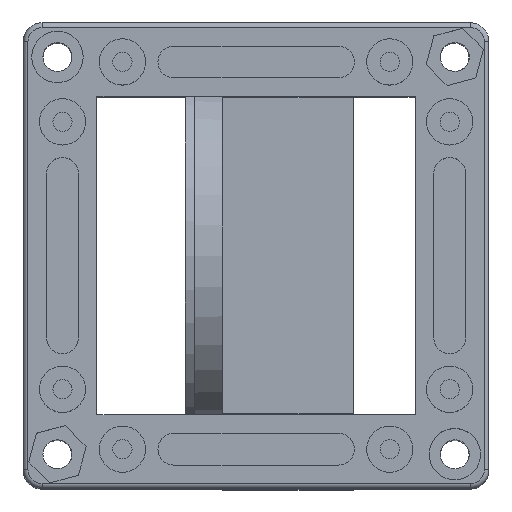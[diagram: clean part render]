
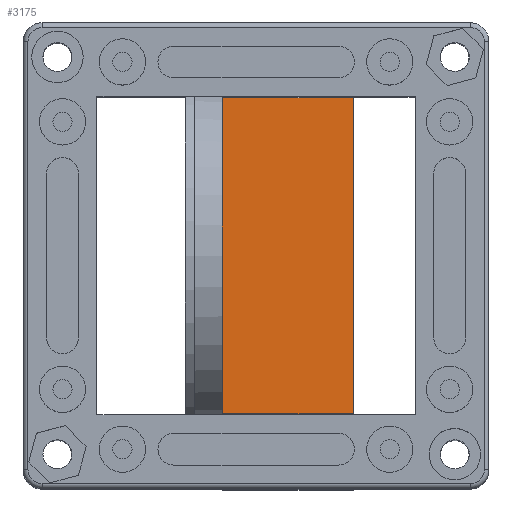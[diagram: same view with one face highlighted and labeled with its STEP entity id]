
A CAD part, top view. The second image highlights one B-rep face of the part: STEP entity #3175.
In plain terms, the highlighted face is planar.
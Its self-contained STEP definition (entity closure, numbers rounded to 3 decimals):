
#447=FACE_OUTER_BOUND('',#666,.T.);
#666=EDGE_LOOP('',(#2795,#2796,#2797,#2798));
#965=LINE('',#5378,#1269);
#967=LINE('',#5382,#1271);
#968=LINE('',#5384,#1272);
#969=LINE('',#5385,#1273);
#1269=VECTOR('',#4451,10.);
#1271=VECTOR('',#4455,10.);
#1272=VECTOR('',#4456,10.);
#1273=VECTOR('',#4457,10.);
#1561=VERTEX_POINT('',#5375);
#1562=VERTEX_POINT('',#5377);
#1563=VERTEX_POINT('',#5381);
#1564=VERTEX_POINT('',#5383);
#1981=EDGE_CURVE('',#1562,#1561,#965,.T.);
#1983=EDGE_CURVE('',#1561,#1563,#967,.T.);
#1984=EDGE_CURVE('',#1564,#1563,#968,.T.);
#1985=EDGE_CURVE('',#1562,#1564,#969,.T.);
#2795=ORIENTED_EDGE('',*,*,#1983,.T.);
#2796=ORIENTED_EDGE('',*,*,#1984,.F.);
#2797=ORIENTED_EDGE('',*,*,#1985,.F.);
#2798=ORIENTED_EDGE('',*,*,#1981,.T.);
#2998=PLANE('',#3569);
#3175=ADVANCED_FACE('',(#447),#2998,.T.);
#3569=AXIS2_PLACEMENT_3D('',#5380,#4453,#4454);
#4451=DIRECTION('',(0.,0.,1.));
#4453=DIRECTION('center_axis',(0.,1.,0.));
#4454=DIRECTION('ref_axis',(-1.,0.,0.));
#4455=DIRECTION('',(1.,0.,0.));
#4456=DIRECTION('',(0.,0.,1.));
#4457=DIRECTION('',(1.,0.,0.));
#5375=CARTESIAN_POINT('',(-16.899,25.,14.));
#5377=CARTESIAN_POINT('',(-16.899,25.,0.));
#5378=CARTESIAN_POINT('',(-16.899,25.,0.));
#5380=CARTESIAN_POINT('Origin',(16.899,25.,0.));
#5381=CARTESIAN_POINT('',(16.899,25.,14.));
#5382=CARTESIAN_POINT('',(8.45,25.,14.));
#5383=CARTESIAN_POINT('',(16.899,25.,0.));
#5384=CARTESIAN_POINT('',(16.899,25.,0.));
#5385=CARTESIAN_POINT('',(-16.899,25.,0.));
